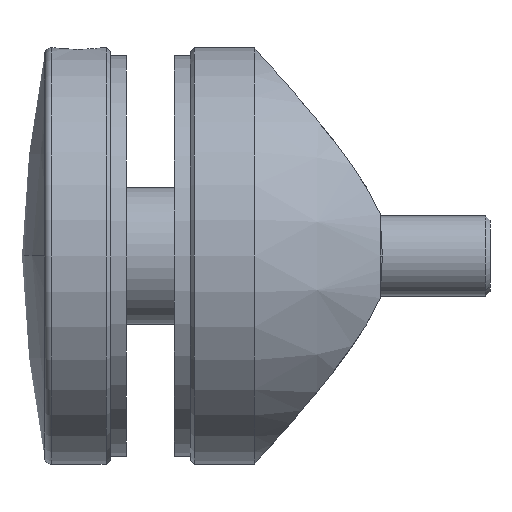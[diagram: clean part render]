
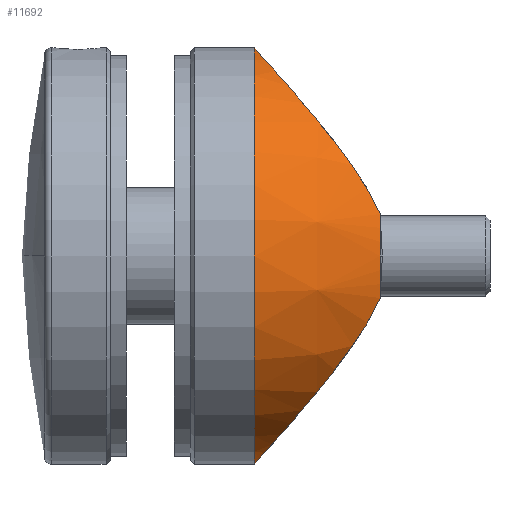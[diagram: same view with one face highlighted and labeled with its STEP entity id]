
A CAD part, left-side view. The second image highlights one B-rep face of the part: STEP entity #11692.
In plain terms, the highlighted conical face has half-angle 10 degrees and reference radius 26 mm.
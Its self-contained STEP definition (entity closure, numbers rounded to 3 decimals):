
#267 = CARTESIAN_POINT ( 'NONE',  ( -9.612, -5.983, 23.793 ) ) ;
#326 = CARTESIAN_POINT ( 'NONE',  ( -7.577, -5.173, 24.7 ) ) ;
#685 = CARTESIAN_POINT ( 'NONE',  ( -8.264, -5.447, -24.393 ) ) ;
#1028 = CARTESIAN_POINT ( 'NONE',  ( -22.629, -19.714, 5.249 ) ) ;
#1076 = CARTESIAN_POINT ( 'NONE',  ( -22.382, -19.071, -6.663 ) ) ;
#1952 = DIRECTION ( 'NONE',  ( 0., 1., 0. ) ) ;
#1981 = ORIENTED_EDGE ( 'NONE', *, *, #4550, .T. ) ;
#2448 = ORIENTED_EDGE ( 'NONE', *, *, #16848, .T. ) ;
#2549 = CARTESIAN_POINT ( 'NONE',  ( -5.39, -4.597, -25.339 ) ) ;
#2619 = CARTESIAN_POINT ( 'NONE',  ( -3.119, -4.199, -25.78 ) ) ;
#2695 = EDGE_CURVE ( 'NONE', #14515, #7868, #5396, .T. ) ;
#2971 = AXIS2_PLACEMENT_3D ( 'NONE', #14323, #9867, #11234 ) ;
#3284 = CARTESIAN_POINT ( 'NONE',  ( -3.889, -4.303, 25.665 ) ) ;
#3400 = CARTESIAN_POINT ( 'NONE',  ( 0., -19.714, 0. ) ) ;
#3451 = CARTESIAN_POINT ( 'NONE',  ( -19.703, -14.146, 14.13 ) ) ;
#3581 = CARTESIAN_POINT ( 'NONE',  ( -3.11, -4.188, 25.792 ) ) ;
#3707 = CARTESIAN_POINT ( 'NONE',  ( -20.828, -15.883, -11.801 ) ) ;
#4028 = CARTESIAN_POINT ( 'NONE',  ( -10.28, -6.249, -23.495 ) ) ;
#4136 = VERTEX_POINT ( 'NONE', #18487 ) ;
#4550 = EDGE_CURVE ( 'NONE', #7868, #9908, #8345, .T. ) ;
#4663 = DIRECTION ( 'NONE',  ( 0., 1., 0. ) ) ;
#4683 = AXIS2_PLACEMENT_3D ( 'NONE', #16586, #1952, #4771 ) ;
#4771 = DIRECTION ( 'NONE',  ( 0., 0., 1. ) ) ;
#4893 = CARTESIAN_POINT ( 'NONE',  ( -10.263, -6.278, 23.462 ) ) ;
#4952 = CARTESIAN_POINT ( 'NONE',  ( -14.839, -9.086, 20.26 ) ) ;
#5077 = CARTESIAN_POINT ( 'NONE',  ( -22.629, -19.714, -5.249 ) ) ;
#5148 = CARTESIAN_POINT ( 'NONE',  ( -21.303, -16.739, -10.592 ) ) ;
#5396 = CIRCLE ( 'NONE', #9279, 23.229 ) ;
#5620 = CARTESIAN_POINT ( 'NONE',  ( 0., -4., -26. ) ) ;
#5818 = EDGE_CURVE ( 'NONE', #4136, #14515, #9647, .T. ) ;
#6289 = CARTESIAN_POINT ( 'NONE',  ( -22.075, -18.348, 8.002 ) ) ;
#6325 = ORIENTED_EDGE ( 'NONE', *, *, #11343, .F. ) ;
#6344 = CARTESIAN_POINT ( 'NONE',  ( -16.742, -10.701, 18.369 ) ) ;
#6350 = DIRECTION ( 'NONE',  ( 0., 0., 1. ) ) ;
#6395 = CARTESIAN_POINT ( 'NONE',  ( -22.516, -19.412, 5.968 ) ) ;
#6693 = CIRCLE ( 'NONE', #4683, 26. ) ;
#6708 = CARTESIAN_POINT ( 'NONE',  ( -1.558, -4.038, -25.959 ) ) ;
#6885 = VERTEX_POINT ( 'NONE', #10321 ) ;
#7085 = CARTESIAN_POINT ( 'NONE',  ( -7.56, -5.202, -24.667 ) ) ;
#7683 = CARTESIAN_POINT ( 'NONE',  ( -20.839, -15.901, 11.777 ) ) ;
#7767 = B_SPLINE_CURVE_WITH_KNOTS ( 'NONE', 3,
 ( #16535, #6395, #15161, #6289, #15046, #15107, #7683, #3451, #18046, #9167, #6344, #16660, #4952, #16779, #9111, #18162, #10606, #4893, #267, #326, #12134, #3284, #3581, #15478, #13936, #8108 ),
 .UNSPECIFIED., .F., .F.,
 ( 4, 2, 2, 2, 2, 2, 2, 2, 2, 2, 2, 2, 4 ),
 ( 0.001, 0.003, 0.005, 0.01, 0.015, 0.019, 0.022, 0.024, 0.026, 0.029, 0.033, 0.036, 0.038 ),
 .UNSPECIFIED. ) ;
#7868 = VERTEX_POINT ( 'NONE', #12278 ) ;
#8108 = CARTESIAN_POINT ( 'NONE',  ( 0., -4., 26. ) ) ;
#8345 = CIRCLE ( 'NONE', #2971, 23.229 ) ;
#8554 = CARTESIAN_POINT ( 'NONE',  ( -19.679, -14.141, -14.119 ) ) ;
#9008 = AXIS2_PLACEMENT_3D ( 'NONE', #18009, #9138, #16302 ) ;
#9021 = EDGE_LOOP ( 'NONE', ( #17376, #9413, #1981, #2448, #6325 ) ) ;
#9111 = CARTESIAN_POINT ( 'NONE',  ( -13.245, -7.945, 21.572 ) ) ;
#9138 = DIRECTION ( 'NONE',  ( 0., 1., 0. ) ) ;
#9167 = CARTESIAN_POINT ( 'NONE',  ( -17.572, -11.544, 17.363 ) ) ;
#9279 = AXIS2_PLACEMENT_3D ( 'NONE', #3400, #4663, #6350 ) ;
#9413 = ORIENTED_EDGE ( 'NONE', *, *, #2695, .T. ) ;
#9518 = CARTESIAN_POINT ( 'NONE',  ( -6.124, -4.777, -25.139 ) ) ;
#9647 = B_SPLINE_CURVE_WITH_KNOTS ( 'NONE', 3,
 ( #5620, #11416, #6708, #15921, #2619, #13931, #18400, #2549, #9518, #7085, #685, #4028, #9916, #11475, #10052, #15403, #12557, #12877, #13989, #14373, #11028, #8554, #9984, #3707, #5148, #15470, #16975, #1076, #18927, #5077 ),
 .UNSPECIFIED., .F., .F.,
 ( 4, 2, 2, 2, 2, 2, 2, 2, 2, 2, 2, 2, 2, 2, 4 ),
 ( 0.038, 0.04, 0.042, 0.043, 0.045, 0.047, 0.052, 0.054, 0.057, 0.061, 0.064, 0.066, 0.071, 0.073, 0.075 ),
 .UNSPECIFIED. ) ;
#9867 = DIRECTION ( 'NONE',  ( 0., 1., 0. ) ) ;
#9908 = VERTEX_POINT ( 'NONE', #1028 ) ;
#9916 = CARTESIAN_POINT ( 'NONE',  ( -11.515, -6.88, -22.786 ) ) ;
#9984 = CARTESIAN_POINT ( 'NONE',  ( -19.983, -14.579, -13.548 ) ) ;
#10052 = CARTESIAN_POINT ( 'NONE',  ( -13.785, -8.31, -21.154 ) ) ;
#10321 = CARTESIAN_POINT ( 'NONE',  ( 0., -4., 26. ) ) ;
#10606 = CARTESIAN_POINT ( 'NONE',  ( -11.508, -6.907, 22.753 ) ) ;
#11028 = CARTESIAN_POINT ( 'NONE',  ( -19.023, -13.263, -15.24 ) ) ;
#11234 = DIRECTION ( 'NONE',  ( 0., 0., 1. ) ) ;
#11343 = EDGE_CURVE ( 'NONE', #4136, #6885, #6693, .T. ) ;
#11416 = CARTESIAN_POINT ( 'NONE',  ( -0.778, -4., -26. ) ) ;
#11475 = CARTESIAN_POINT ( 'NONE',  ( -13.233, -7.937, -21.581 ) ) ;
#11692 = ADVANCED_FACE ( 'NONE', ( #15218 ), #18942, .T. ) ;
#12134 = CARTESIAN_POINT ( 'NONE',  ( -6.15, -4.746, 25.174 ) ) ;
#12278 = CARTESIAN_POINT ( 'NONE',  ( -23.229, -19.714, 0. ) ) ;
#12557 = CARTESIAN_POINT ( 'NONE',  ( -15.319, -9.47, -19.812 ) ) ;
#12877 = CARTESIAN_POINT ( 'NONE',  ( -16.72, -10.681, -18.393 ) ) ;
#13931 = CARTESIAN_POINT ( 'NONE',  ( -3.886, -4.312, -25.655 ) ) ;
#13936 = CARTESIAN_POINT ( 'NONE',  ( -0.78, -4., 26. ) ) ;
#13989 = CARTESIAN_POINT ( 'NONE',  ( -17.553, -11.524, -17.388 ) ) ;
#14323 = CARTESIAN_POINT ( 'NONE',  ( 0., -19.714, 0. ) ) ;
#14373 = CARTESIAN_POINT ( 'NONE',  ( -18.671, -12.823, -15.79 ) ) ;
#14515 = VERTEX_POINT ( 'NONE', #18518 ) ;
#15046 = CARTESIAN_POINT ( 'NONE',  ( -21.9, -17.961, 8.653 ) ) ;
#15107 = CARTESIAN_POINT ( 'NONE',  ( -21.313, -16.759, 10.562 ) ) ;
#15161 = CARTESIAN_POINT ( 'NONE',  ( -22.383, -19.073, 6.659 ) ) ;
#15218 = FACE_OUTER_BOUND ( 'NONE', #9021, .T. ) ;
#15403 = CARTESIAN_POINT ( 'NONE',  ( -14.827, -9.076, -20.27 ) ) ;
#15470 = CARTESIAN_POINT ( 'NONE',  ( -21.893, -17.947, -8.677 ) ) ;
#15478 = CARTESIAN_POINT ( 'NONE',  ( -1.557, -4.038, 25.958 ) ) ;
#15921 = CARTESIAN_POINT ( 'NONE',  ( -2.73, -4.152, -25.832 ) ) ;
#16302 = DIRECTION ( 'NONE',  ( 0., 0., 1. ) ) ;
#16535 = CARTESIAN_POINT ( 'NONE',  ( -22.629, -19.714, 5.249 ) ) ;
#16586 = CARTESIAN_POINT ( 'NONE',  ( 0., -4., 0. ) ) ;
#16660 = CARTESIAN_POINT ( 'NONE',  ( -15.336, -9.484, 19.796 ) ) ;
#16779 = CARTESIAN_POINT ( 'NONE',  ( -13.791, -8.315, 21.149 ) ) ;
#16848 = EDGE_CURVE ( 'NONE', #9908, #6885, #7767, .T. ) ;
#16975 = CARTESIAN_POINT ( 'NONE',  ( -22.07, -18.336, -8.021 ) ) ;
#17376 = ORIENTED_EDGE ( 'NONE', *, *, #5818, .T. ) ;
#18009 = CARTESIAN_POINT ( 'NONE',  ( 0., -4., 0. ) ) ;
#18046 = CARTESIAN_POINT ( 'NONE',  ( -19.052, -13.266, 15.244 ) ) ;
#18162 = CARTESIAN_POINT ( 'NONE',  ( -12.103, -7.241, 22.374 ) ) ;
#18400 = CARTESIAN_POINT ( 'NONE',  ( -4.265, -4.377, -25.583 ) ) ;
#18487 = CARTESIAN_POINT ( 'NONE',  ( 0., -4., -26. ) ) ;
#18518 = CARTESIAN_POINT ( 'NONE',  ( -22.629, -19.714, -5.249 ) ) ;
#18927 = CARTESIAN_POINT ( 'NONE',  ( -22.516, -19.413, -5.967 ) ) ;
#18942 = CONICAL_SURFACE ( 'NONE', #9008, 26., 0.175 ) ;
